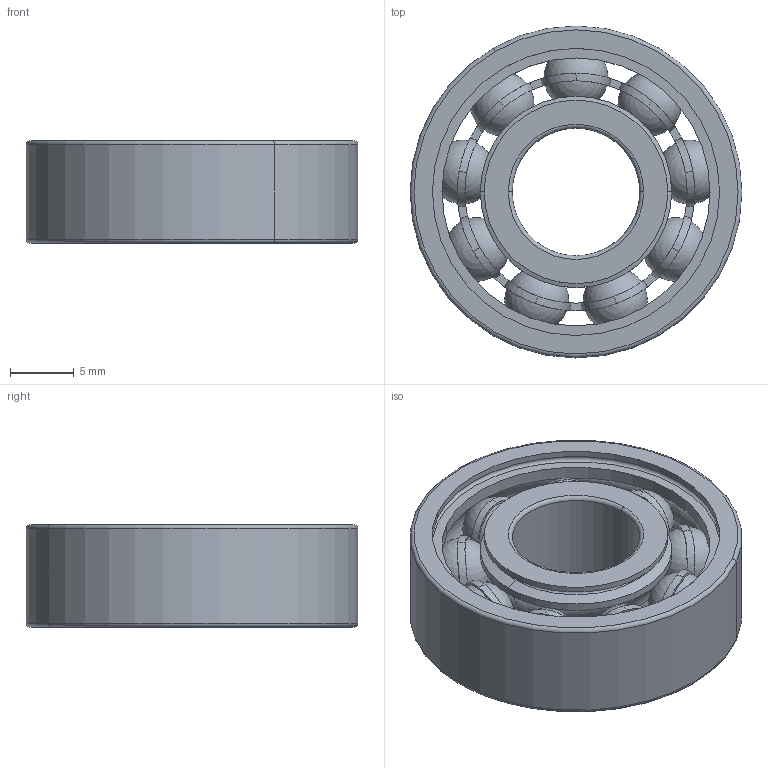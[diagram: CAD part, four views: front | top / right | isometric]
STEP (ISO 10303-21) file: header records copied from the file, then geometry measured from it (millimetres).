
FILE_DESCRIPTION (( 'STEP AP214' ), '1' );
FILE_NAME ('Roulement.STEP', '2015-06-24T15:07:34', ( '' ), ( '' ), 'SwSTEP 2.0', 'SolidWorks 2014', '' );
FILE_SCHEMA (( 'AUTOMOTIVE_DESIGN' ));
Length unit declared in the file: millimetre
Products named in the file (5): cage_type 6000; Bille_type 6000; bague exterieure_type 6000; bague interieure_type 6000; Roulement
Assembly tree (12 placements, depth 2):
  Roulement
    bague interieure_type 6000
    bague exterieure_type 6000
    Bille_type 6000  x9
    cage_type 6000
Bounding box: 26 x 26 x 8 mm (x, y, z)
Volume: 2360.9 mm3; surface area: 3485 mm2
Topology: 29 solids, 29 shells, 186 faces, 399 edges, 255 vertices
Faces by surface type: cylinder 74, sphere 54, torus 26, plane 24, cone 8
Entity records: 6847 total; most frequent: CARTESIAN_POINT 2823, DIRECTION 838, ORIENTED_EDGE 676, AXIS2_PLACEMENT_3D 387, EDGE_CURVE 338, VERTEX_POINT 212, CIRCLE 202, EDGE_LOOP 194
